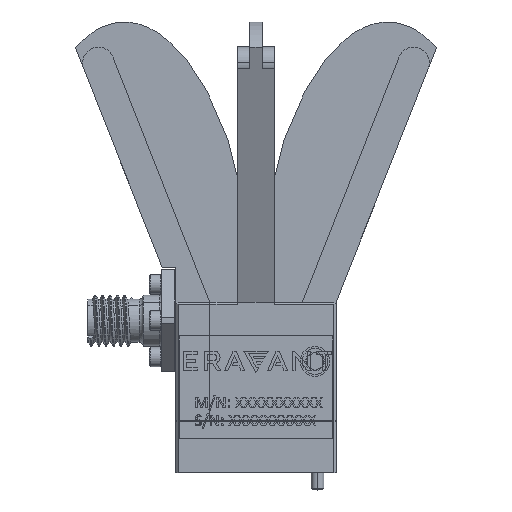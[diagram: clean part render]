
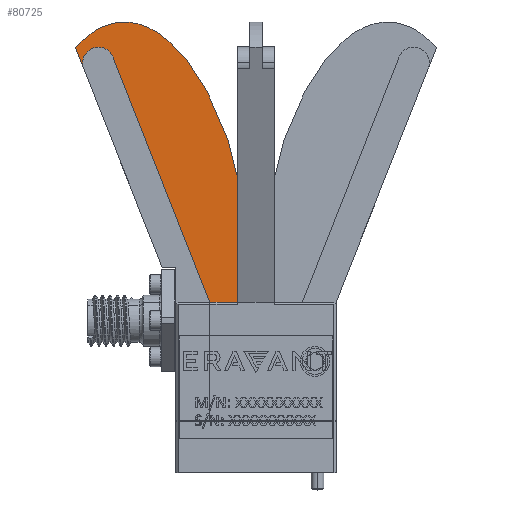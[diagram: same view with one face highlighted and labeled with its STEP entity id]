
A CAD part, top view. The second image highlights one B-rep face of the part: STEP entity #80725.
In plain terms, the highlighted planar face has unit normal (0, 0, 1).
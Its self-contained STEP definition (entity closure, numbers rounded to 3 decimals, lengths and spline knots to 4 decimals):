
#693 = EDGE_CURVE ( 'NONE', #21810, #21862, #17491, .T. ) ;
#3207 = DIRECTION ( 'NONE',  ( 0.368, -0.93, 0. ) ) ;
#4858 = CIRCLE ( 'NONE', #86039, 0.0767 ) ;
#7053 = EDGE_CURVE ( 'NONE', #49842, #54421, #56255, .T. ) ;
#7184 = DIRECTION ( 'NONE',  ( 0., 1., 0. ) ) ;
#8250 = VERTEX_POINT ( 'NONE', #85828 ) ;
#9283 = CARTESIAN_POINT ( 'NONE',  ( -3.5873, 0.6792, 1.5926 ) ) ;
#10656 = CARTESIAN_POINT ( 'NONE',  ( -3.4446, 0.7356, 1.5926 ) ) ;
#11246 = CARTESIAN_POINT ( 'NONE',  ( -2.8978, -0.6167, 1.5926 ) ) ;
#11826 = VECTOR ( 'NONE', #19489, 39.3701 ) ;
#12791 = CARTESIAN_POINT ( 'NONE',  ( -3.4446, 0.7356, 1.5926 ) ) ;
#14305 = ORIENTED_EDGE ( 'NONE', *, *, #693, .T. ) ;
#14371 = LINE ( 'NONE', #68287, #16123 ) ;
#15631 = ORIENTED_EDGE ( 'NONE', *, *, #73665, .T. ) ;
#16123 = VECTOR ( 'NONE', #7184, 39.3701 ) ;
#16964 = LINE ( 'NONE', #24991, #84435 ) ;
#17491 = LINE ( 'NONE', #51844, #56838 ) ;
#17496 = PLANE ( 'NONE',  #52953 ) ;
#18663 = VERTEX_POINT ( 'NONE', #10656 ) ;
#19489 = DIRECTION ( 'NONE',  ( 0.368, -0.93, 0. ) ) ;
#21810 = VERTEX_POINT ( 'NONE', #40563 ) ;
#21862 = VERTEX_POINT ( 'NONE', #9283 ) ;
#22359 = CARTESIAN_POINT ( 'NONE',  ( -2.7968, -0.1556, 1.5926 ) ) ;
#24991 = CARTESIAN_POINT ( 'NONE',  ( -2.9473, -0.5702, 1.5926 ) ) ;
#25043 = EDGE_CURVE ( 'NONE', #18663, #21862, #4858, .T. ) ;
#25099 = CARTESIAN_POINT ( 'NONE',  ( -2.7968, -0.5702, 1.5926 ) ) ;
#25956 = CARTESIAN_POINT ( 'NONE',  ( -3.3095, 1.1336, 1.5926 ) ) ;
#27543 = DIRECTION ( 'NONE',  ( 0., 0., 1. ) ) ;
#29262 = CARTESIAN_POINT ( 'NONE',  ( -2.8478, -0.6167, 1.5926 ) ) ;
#30166 = CARTESIAN_POINT ( 'NONE',  ( -2.7968, -0.015, 1.5926 ) ) ;
#30863 = EDGE_LOOP ( 'NONE', ( #14305, #65342, #15631, #33815, #77694, #43670, #48088, #51454, #76396 ) ) ;
#30879 = FACE_OUTER_BOUND ( 'NONE', #30863, .T. ) ;
#31780 = DIRECTION ( 'NONE',  ( 0., 0., -1. ) ) ;
#33815 = ORIENTED_EDGE ( 'NONE', *, *, #51145, .F. ) ;
#34392 = VECTOR ( 'NONE', #84105, 39.3701 ) ;
#35348 = EDGE_CURVE ( 'NONE', #35764, #8250, #50143, .T. ) ;
#35764 = VERTEX_POINT ( 'NONE', #44845 ) ;
#37746 = LINE ( 'NONE', #29262, #34392 ) ;
#38483 = CARTESIAN_POINT ( 'NONE',  ( -3.6278, 0.7818, 1.5926 ) ) ;
#40563 = CARTESIAN_POINT ( 'NONE',  ( -3.6278, 0.7818, 1.5926 ) ) ;
#42248 = DIRECTION ( 'NONE',  ( 0., -1., 0. ) ) ;
#43376 = DIRECTION ( 'NONE',  ( -1., 0., 0. ) ) ;
#43670 = ORIENTED_EDGE ( 'NONE', *, *, #71491, .F. ) ;
#44244 = CARTESIAN_POINT ( 'NONE',  ( -2.921, 0.6995, 1.5926 ) ) ;
#44845 = CARTESIAN_POINT ( 'NONE',  ( -2.9728, -0.7107, 1.5926 ) ) ;
#47195 = VECTOR ( 'NONE', #76750, 39.3701 ) ;
#48088 = ORIENTED_EDGE ( 'NONE', *, *, #50284, .F. ) ;
#48226 = DIRECTION ( 'NONE',  ( 1., 0., 0. ) ) ;
#48615 = VERTEX_POINT ( 'NONE', #51791 ) ;
#49842 = VERTEX_POINT ( 'NONE', #25099 ) ;
#50143 = LINE ( 'NONE', #69587, #60282 ) ;
#50284 = EDGE_CURVE ( 'NONE', #49842, #79322, #16964, .T. ) ;
#50552 = B_SPLINE_CURVE_WITH_KNOTS ( 'NONE', 3,
 ( #78148, #44244, #25956, #38483 ),
 .UNSPECIFIED., .F., .F.,
 ( 4, 4 ),
 ( 0.1623, 1. ),
 .UNSPECIFIED. ) ;
#51145 = EDGE_CURVE ( 'NONE', #35764, #48615, #14371, .T. ) ;
#51454 = ORIENTED_EDGE ( 'NONE', *, *, #7053, .T. ) ;
#51791 = CARTESIAN_POINT ( 'NONE',  ( -2.9728, -0.4582, 1.5926 ) ) ;
#51844 = CARTESIAN_POINT ( 'NONE',  ( -3.6278, 0.7818, 1.5926 ) ) ;
#52953 = AXIS2_PLACEMENT_3D ( 'NONE', #11246, #31780, #43376 ) ;
#54421 = VERTEX_POINT ( 'NONE', #30166 ) ;
#56255 = LINE ( 'NONE', #22359, #47195 ) ;
#56838 = VECTOR ( 'NONE', #3207, 39.3701 ) ;
#58005 = DIRECTION ( 'NONE',  ( -1., 0., 0. ) ) ;
#60282 = VECTOR ( 'NONE', #48226, 39.3701 ) ;
#65342 = ORIENTED_EDGE ( 'NONE', *, *, #25043, .F. ) ;
#68287 = CARTESIAN_POINT ( 'NONE',  ( -2.9728, -1.2892, 1.5926 ) ) ;
#69587 = CARTESIAN_POINT ( 'NONE',  ( -2.8978, -0.7107, 1.5926 ) ) ;
#71491 = EDGE_CURVE ( 'NONE', #79322, #8250, #37746, .T. ) ;
#73406 = CARTESIAN_POINT ( 'NONE',  ( -2.8478, -0.5702, 1.5926 ) ) ;
#73665 = EDGE_CURVE ( 'NONE', #18663, #48615, #73864, .T. ) ;
#73864 = LINE ( 'NONE', #12791, #11826 ) ;
#75767 = EDGE_CURVE ( 'NONE', #54421, #21810, #50552, .T. ) ;
#76396 = ORIENTED_EDGE ( 'NONE', *, *, #75767, .T. ) ;
#76750 = DIRECTION ( 'NONE',  ( 0., 1., 0. ) ) ;
#77694 = ORIENTED_EDGE ( 'NONE', *, *, #35348, .T. ) ;
#78148 = CARTESIAN_POINT ( 'NONE',  ( -2.7968, -0.015, 1.5926 ) ) ;
#79322 = VERTEX_POINT ( 'NONE', #73406 ) ;
#80725 = ADVANCED_FACE ( 'NONE', ( #30879 ), #17496, .F. ) ;
#84105 = DIRECTION ( 'NONE',  ( 0., -1., 0. ) ) ;
#84435 = VECTOR ( 'NONE', #58005, 39.3701 ) ;
#85828 = CARTESIAN_POINT ( 'NONE',  ( -2.8478, -0.7107, 1.5926 ) ) ;
#86039 = AXIS2_PLACEMENT_3D ( 'NONE', #86910, #27543, #42248 ) ;
#86910 = CARTESIAN_POINT ( 'NONE',  ( -3.5159, 0.7074, 1.5926 ) ) ;
